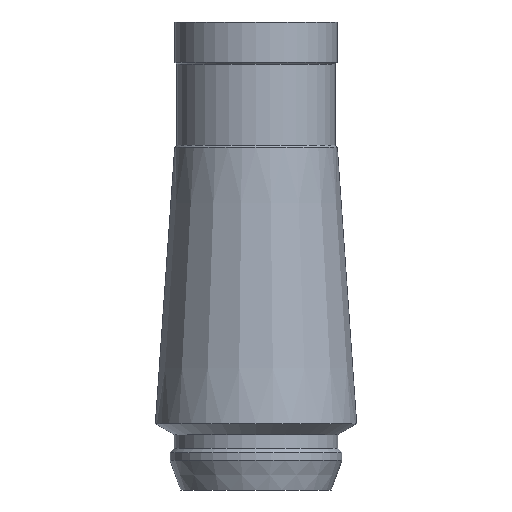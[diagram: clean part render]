
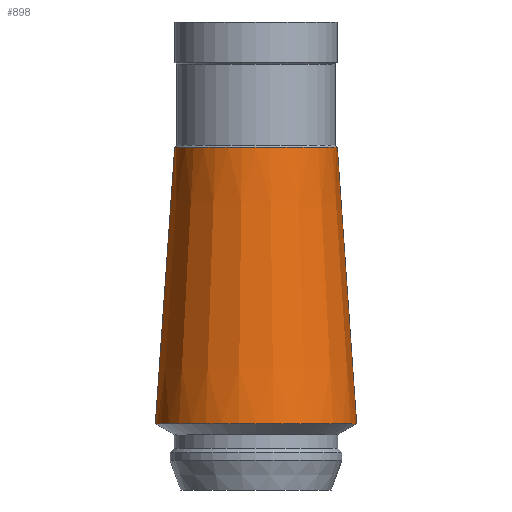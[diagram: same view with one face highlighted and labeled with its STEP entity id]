
A CAD part, left-side view. The second image highlights one B-rep face of the part: STEP entity #898.
In plain terms, the highlighted conical face has half-angle 4 degrees and reference radius 9.311 mm.
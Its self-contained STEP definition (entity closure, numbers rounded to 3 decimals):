
#358=DIRECTION('',(0.,-0.07,-0.998));
#359=VECTOR('',#358,28.363);
#360=CARTESIAN_POINT('',(0.,-8.322,-12.822));
#361=LINE('',#360,#359);
#365=CARTESIAN_POINT('',(0.,0.,-41.115));
#366=DIRECTION('',(0.,0.,-1.));
#367=DIRECTION('',(0.,-1.,0.));
#368=AXIS2_PLACEMENT_3D('',#365,#366,#367);
#373=DIRECTION('',(0.,0.07,-0.998));
#374=VECTOR('',#373,28.363);
#375=CARTESIAN_POINT('',(0.,8.322,-12.822));
#376=LINE('',#375,#374);
#418=CARTESIAN_POINT('',(0.,0.,-12.822));
#419=DIRECTION('',(0.,0.,-1.));
#420=DIRECTION('',(0.,-1.,0.));
#421=AXIS2_PLACEMENT_3D('',#418,#419,#420);
#538=CARTESIAN_POINT('',(0.,10.3,-41.115));
#539=VERTEX_POINT('',#538);
#540=CARTESIAN_POINT('',(0.,-10.3,-41.115));
#541=VERTEX_POINT('',#540);
#542=CARTESIAN_POINT('',(0.,8.322,-12.822));
#543=VERTEX_POINT('',#542);
#544=CARTESIAN_POINT('',(0.,-8.322,-12.822));
#545=VERTEX_POINT('',#544);
#884=CARTESIAN_POINT('',(0.,0.,-26.968));
#885=DIRECTION('',(0.,0.,-1.));
#886=DIRECTION('',(0.,-1.,0.));
#887=AXIS2_PLACEMENT_3D('',#884,#885,#886);
#888=CONICAL_SURFACE('',#887,9.311,4.);
#890=ORIENTED_EDGE('',*,*,#889,.F.);
#892=ORIENTED_EDGE('',*,*,#891,.F.);
#894=ORIENTED_EDGE('',*,*,#893,.T.);
#895=ORIENTED_EDGE('',*,*,#877,.T.);
#896=EDGE_LOOP('',(#890,#892,#894,#895));
#897=FACE_OUTER_BOUND('',#896,.F.);
#369=CIRCLE('',#368,10.3);
#422=CIRCLE('',#421,8.322);
#877=EDGE_CURVE('',#541,#539,#369,.T.);
#889=EDGE_CURVE('',#543,#539,#376,.T.);
#891=EDGE_CURVE('',#545,#543,#422,.T.);
#893=EDGE_CURVE('',#545,#541,#361,.T.);
#898=ADVANCED_FACE('',(#897),#888,.T.);
